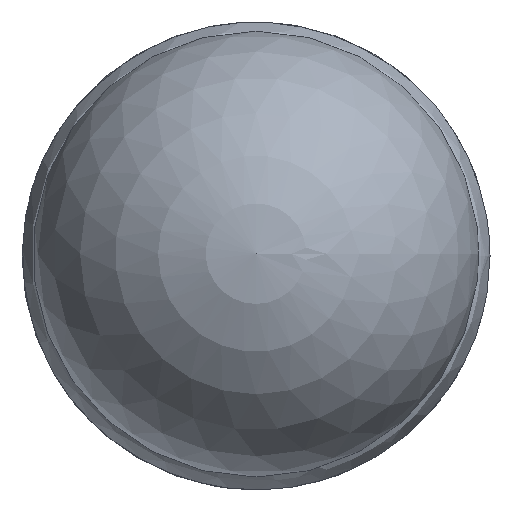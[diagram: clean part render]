
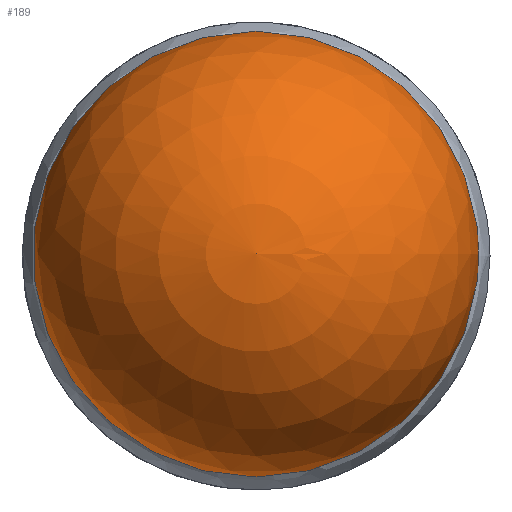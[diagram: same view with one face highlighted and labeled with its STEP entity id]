
A CAD part, top view. The second image highlights one B-rep face of the part: STEP entity #189.
In plain terms, the highlighted spherical face has radius 60.497 mm.
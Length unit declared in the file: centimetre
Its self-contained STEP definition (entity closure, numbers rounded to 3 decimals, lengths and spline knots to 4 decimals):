
#60=SPHERICAL_SURFACE('',#205,6.0497);
#61=VERTEX_POINT('',#269);
#76=CIRCLE('',#203,4.611);
#86=EDGE_CURVE('',#61,#61,#76,.T.);
#108=ORIENTED_EDGE('',*,*,#86,.F.);
#148=EDGE_LOOP('',(#108));
#169=FACE_BOUND('',#148,.T.);
#189=ADVANCED_FACE('',(#169),#60,.T.);
#203=AXIS2_PLACEMENT_3D('',#268,#225,#226);
#205=AXIS2_PLACEMENT_3D('',#272,#229,#230);
#225=DIRECTION('',(0.,0.,-1.));
#226=DIRECTION('',(0.,4.611,0.));
#229=DIRECTION('',(0.,0.,1.));
#230=DIRECTION('',(1.,0.,0.));
#268=CARTESIAN_POINT('',(0.,0.,25.6022));
#269=CARTESIAN_POINT('',(0.,-4.611,25.6022));
#272=CARTESIAN_POINT('',(0.,0.,29.5185));
